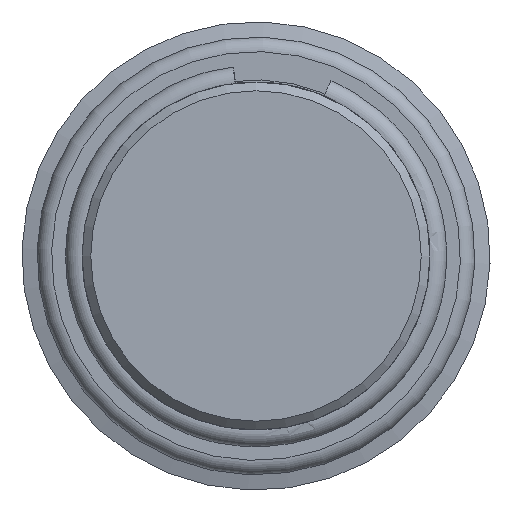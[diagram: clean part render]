
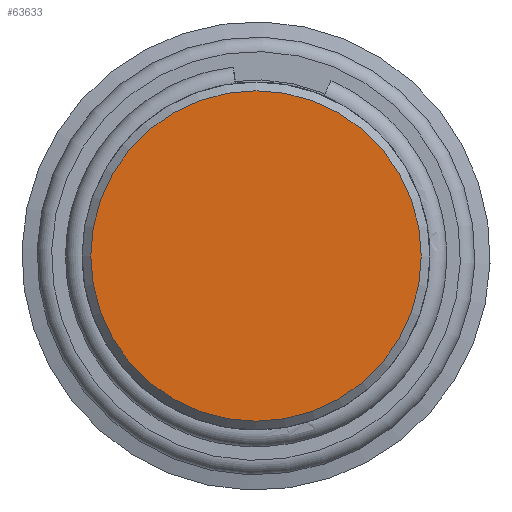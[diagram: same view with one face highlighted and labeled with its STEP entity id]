
A CAD part, left-side view. The second image highlights one B-rep face of the part: STEP entity #63633.
In plain terms, the highlighted planar face has unit normal (-1, 0, 0).
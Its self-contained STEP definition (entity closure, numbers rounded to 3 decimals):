
#63613=CARTESIAN_POINT('',(0.,5.7,0.0));
#63614=VERTEX_POINT('',#63613);
#63615=CARTESIAN_POINT('',(0.0,0.0,0.0));
#63616=DIRECTION('',(1.0,0.0,0.0));
#63617=DIRECTION('',(0.0,1.0,0.0));
#63618=AXIS2_PLACEMENT_3D('',#63615,#63616,#63617);
#63619=CIRCLE('',#63618,5.7);
#63620=EDGE_CURVE('',#63614,#63614,#63619,.T.);
#63625=CARTESIAN_POINT('',(0.,5.35,0.0));
#63626=DIRECTION('',(-1.0,0.0,0.0));
#63627=DIRECTION('',(0.0,0.0,1.0));
#63628=AXIS2_PLACEMENT_3D('',#63625,#63626,#63627);
#63629=PLANE('',#63628);
#63630=ORIENTED_EDGE('',*,*,#63620,.F.);
#63631=EDGE_LOOP('',(#63630));
#63632=FACE_OUTER_BOUND('',#63631,.T.);
#63633=ADVANCED_FACE('',(#63632),#63629,.T.);
